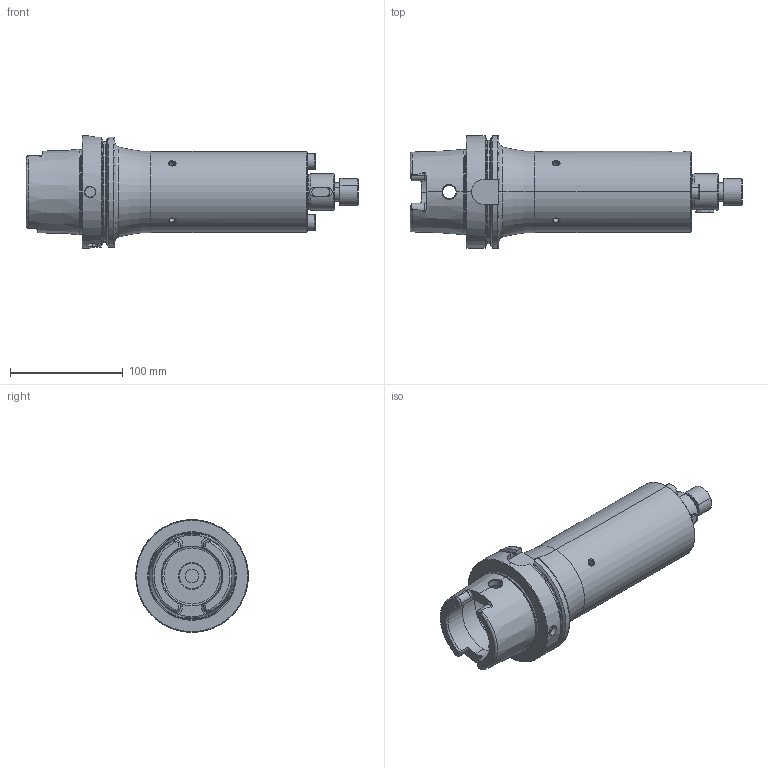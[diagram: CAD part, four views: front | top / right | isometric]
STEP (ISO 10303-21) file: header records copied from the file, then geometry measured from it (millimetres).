
FILE_DESCRIPTION (( 'STEP AP214' ), '1' );
FILE_NAME ('HA0.D32.K01.200.STEP', '2022-03-23T12:47:24', ( '' ), ( '' ), 'SwSTEP 2.0', 'SolidWorks 2017', '' );
FILE_SCHEMA (( 'AUTOMOTIVE_DESIGN' ));
Length unit declared in the file: millimetre
Products named in the file (5): DIN 6885 - 8x7x16; D32-ER2.001.022_B; HA0-D32.K01.200_C_Fertigbearbeitung; HA0.D32.K01.200; ISO 4762 - M16 x 35
Assembly tree (5 placements, depth 2):
  HA0.D32.K01.200
    HA0-D32.K01.200_C_Fertigbearbeitung
    ISO 4762 - M16 x 35
    D32-ER2.001.022_B  x2
    DIN 6885 - 8x7x16
Bounding box: 294.9 x 100 x 100 mm (x, y, z)
Volume: 967753.8 mm3; surface area: 108420.8 mm2
Topology: 5 solids, 5 shells, 373 faces, 898 edges, 533 vertices
Faces by surface type: cylinder 119, plane 91, cone 90, torus 67, bspline 4, sphere 2
Entity records: 13187 total; most frequent: CARTESIAN_POINT 4002, DIRECTION 1620, ORIENTED_EDGE 1580, EDGE_CURVE 790, AXIS2_PLACEMENT_3D 662, VERTEX_POINT 482, EDGE_LOOP 364, FACE_OUTER_BOUND 333
